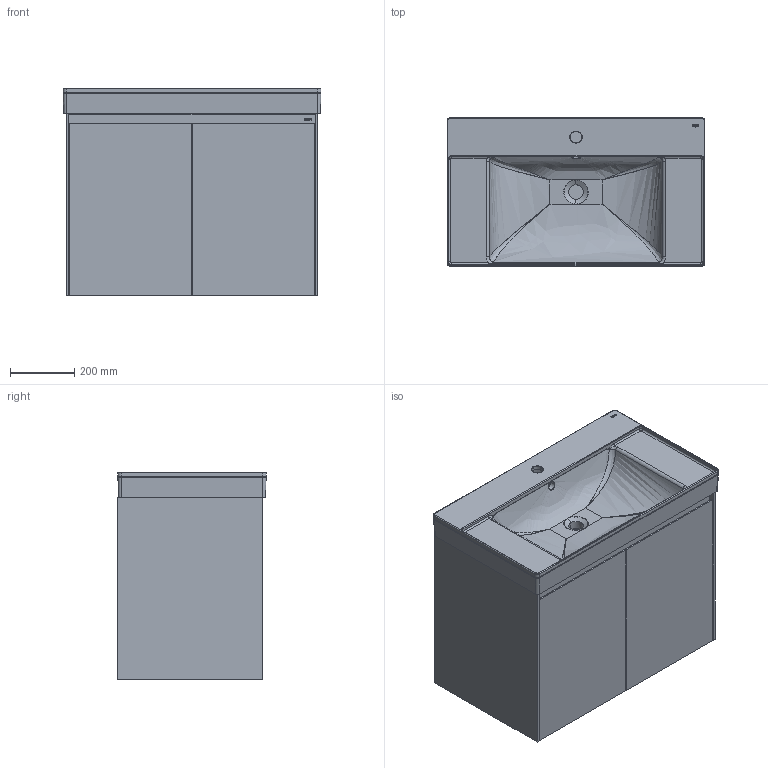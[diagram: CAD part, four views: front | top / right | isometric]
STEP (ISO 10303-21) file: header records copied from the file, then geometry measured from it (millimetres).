
FILE_DESCRIPTION(/* description */ (''),/* implementation_level */ '2;1');
FILE_NAME(/* name */ 'STEP - A8525145.._21214',/* time_stamp */ '2024-10-24T16:12:40+11:00',/* author */ (''),/* organization */ (''),/* preprocessor_version */ 'ST-DEVELOPER v16.5',/* originating_system */ 'Rhino 7.37',/* authorisation */ '');
FILE_SCHEMA (('CONFIG_CONTROL_DESIGN'));
Length unit declared in the file: millimetre
Products named in the file (4): Document; Roca Ona 800 All-Door; Roca Ona DOOR 800; Roca ONA 800C BASIN23
Assembly tree (3 placements, depth 3):
  Document
    Roca Ona 800 All-Door
      Roca Ona DOOR 800
      Roca ONA 800C BASIN23
Bounding box: 800 x 460 x 645 mm (x, y, z)
Volume: 30136231.2 mm3; surface area: 5551207.4 mm2
Topology: 9 solids, 10 shells, 309 faces, 1023 edges, 634 vertices
Faces by surface type: plane 164, bspline 84, cylinder 61
Entity records: 17916 total; most frequent: CARTESIAN_POINT 10655, ORIENTED_EDGE 1770, EDGE_CURVE 1013, B_SPLINE_CURVE_WITH_KNOTS 750, VERTEX_POINT 634, EDGE_LOOP 333, ADVANCED_FACE 309, FACE_OUTER_BOUND 309
